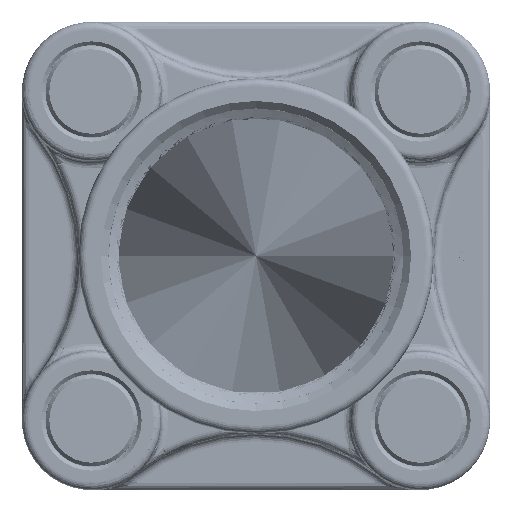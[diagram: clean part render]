
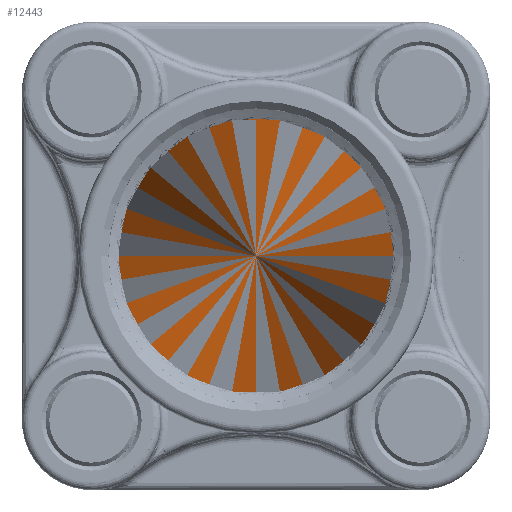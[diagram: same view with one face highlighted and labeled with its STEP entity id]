
A CAD part, left-side view. The second image highlights one B-rep face of the part: STEP entity #12443.
In plain terms, the highlighted conical face has half-angle 1.78 degrees and reference radius 29.862 mm.
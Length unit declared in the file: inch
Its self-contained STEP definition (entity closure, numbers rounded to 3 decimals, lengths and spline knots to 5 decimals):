
#606=B_SPLINE_CURVE_WITH_KNOTS('',3,(#29241,#29242,#29243,#29244,#29245,
#29246,#29247,#29248,#29249,#29250,#29251,#29252,#29253,#29254,#29255,#29256,
#29257),.UNSPECIFIED.,.F.,.F.,(4,1,1,1,1,1,1,1,1,1,1,1,1,1,4),(47.12389,
47.1675,47.6621,48.1567,48.6513,49.1459,
49.6405,50.1351,50.6297,51.1243,51.6189,
52.11349,52.60809,53.10269,53.40708),
 .UNSPECIFIED.);
#784=CONICAL_SURFACE('',#13844,1.17566,0.031);
#1820=LINE('',#28743,#2618);
#1830=LINE('',#29258,#2628);
#2618=VECTOR('',#16993,1.17566);
#2628=VECTOR('',#17023,1.17566);
#3522=FACE_OUTER_BOUND('',#4265,.T.);
#4265=EDGE_LOOP('',(#11464,#11465,#11466));
#6041=VERTEX_POINT('',#28741);
#6042=VERTEX_POINT('',#28742);
#6063=VERTEX_POINT('',#29240);
#7850=EDGE_CURVE('',#6041,#6042,#1820,.T.);
#7880=EDGE_CURVE('',#6042,#6063,#606,.T.);
#7881=EDGE_CURVE('',#6063,#6041,#1830,.T.);
#11464=ORIENTED_EDGE('',*,*,#7850,.T.);
#11465=ORIENTED_EDGE('',*,*,#7880,.T.);
#11466=ORIENTED_EDGE('',*,*,#7881,.T.);
#12443=ADVANCED_FACE('',(#3522),#784,.F.);
#13844=AXIS2_PLACEMENT_3D('',#29239,#17021,#17022);
#16993=DIRECTION('',(-1.,-0.031,0.));
#17021=DIRECTION('center_axis',(-1.,0.,0.));
#17022=DIRECTION('ref_axis',(0.,1.,0.));
#17023=DIRECTION('',(-1.,-0.031,0.));
#28741=CARTESIAN_POINT('',(-0.52288,-1.16635,0.));
#28742=CARTESIAN_POINT('',(-0.6015,-1.16879,0.));
#28743=CARTESIAN_POINT('',(-0.8226,-1.17566,0.));
#29239=CARTESIAN_POINT('Origin',(-0.8226,0.,0.));
#29240=CARTESIAN_POINT('',(-0.5145,-1.16609,0.));
#29241=CARTESIAN_POINT('Ctrl Pts',(-0.6015,-1.16887,
-0.00002));
#29242=CARTESIAN_POINT('Ctrl Pts',(-0.6013,-1.16887,
-0.017));
#29243=CARTESIAN_POINT('Ctrl Pts',(-0.59881,-1.16432,
-0.22663));
#29244=CARTESIAN_POINT('Ctrl Pts',(-0.59405,-1.04517,
-0.62401));
#29245=CARTESIAN_POINT('Ctrl Pts',(-0.5872,-0.6236,
-1.04516));
#29246=CARTESIAN_POINT('Ctrl Pts',(-0.58035,-0.05274,
-1.2157));
#29247=CARTESIAN_POINT('Ctrl Pts',(-0.5735,0.53055,
-1.09484));
#29248=CARTESIAN_POINT('Ctrl Pts',(-0.56665,0.98648,
-0.71167));
#29249=CARTESIAN_POINT('Ctrl Pts',(-0.55981,1.20586,-0.15809));
#29250=CARTESIAN_POINT('Ctrl Pts',(-0.55296,1.13618,
0.43317));
#29251=CARTESIAN_POINT('Ctrl Pts',(-0.54611,0.79425,
0.92041));
#29252=CARTESIAN_POINT('Ctrl Pts',(-0.53926,0.26212,
1.18691));
#29253=CARTESIAN_POINT('Ctrl Pts',(-0.53241,-0.33263,
1.16888));
#29254=CARTESIAN_POINT('Ctrl Pts',(-0.52556,-0.84746,
0.87075));
#29255=CARTESIAN_POINT('Ctrl Pts',(-0.51959,-1.11907,
0.42901));
#29256=CARTESIAN_POINT('Ctrl Pts',(-0.5159,-1.16599,
0.11831));
#29257=CARTESIAN_POINT('Ctrl Pts',(-0.5145,-1.16601,-0.00002));
#29258=CARTESIAN_POINT('',(-0.8226,-1.17566,0.));
